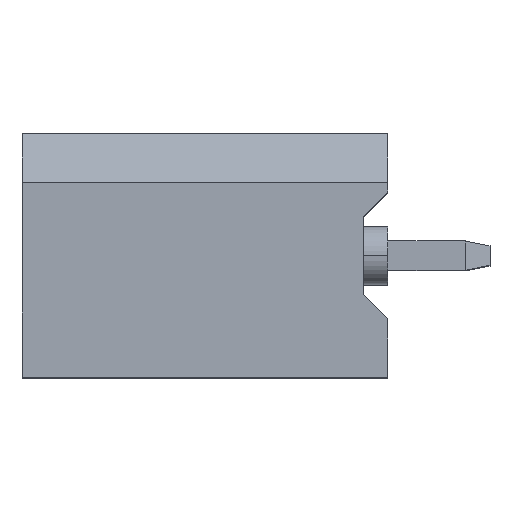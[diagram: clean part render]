
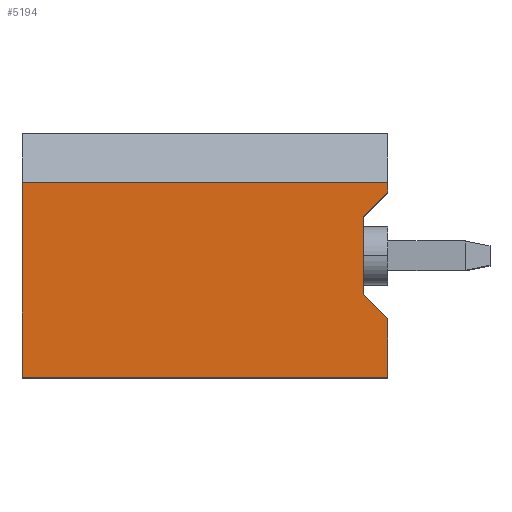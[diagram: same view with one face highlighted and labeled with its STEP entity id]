
A CAD part, top view. The second image highlights one B-rep face of the part: STEP entity #5194.
In plain terms, the highlighted planar face has unit normal (0, 0, 1).
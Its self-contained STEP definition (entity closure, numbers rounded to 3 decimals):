
#82 = VERTEX_POINT ( 'NONE', #4108 ) ;
#274 = CARTESIAN_POINT ( 'NONE',  ( -3.039, -13.222, 6.15 ) ) ;
#394 = DIRECTION ( 'NONE',  ( 0.707, 0.707, 0. ) ) ;
#581 = ORIENTED_EDGE ( 'NONE', *, *, #4171, .T. ) ;
#621 = VECTOR ( 'NONE', #7590, 1000. ) ;
#634 = EDGE_CURVE ( 'NONE', #6629, #7918, #8667, .T. ) ;
#742 = CARTESIAN_POINT ( 'NONE',  ( -3.039, -12.493, 6.15 ) ) ;
#950 = EDGE_CURVE ( 'NONE', #5083, #3919, #7710, .T. ) ;
#1084 = CARTESIAN_POINT ( 'NONE',  ( 3.961, -13.922, 6.15 ) ) ;
#1222 = CARTESIAN_POINT ( 'NONE',  ( 4.461, -15.735, 6.15 ) ) ;
#1374 = LINE ( 'NONE', #1222, #4455 ) ;
#1396 = VECTOR ( 'NONE', #394, 1000. ) ;
#1487 = CARTESIAN_POINT ( 'NONE',  ( 3.961, -17.222, 6.15 ) ) ;
#1609 = ORIENTED_EDGE ( 'NONE', *, *, #8973, .T. ) ;
#1859 = CARTESIAN_POINT ( 'NONE',  ( 3.961, -15.522, 6.15 ) ) ;
#1925 = CARTESIAN_POINT ( 'NONE',  ( -1.148, -17.222, 6.15 ) ) ;
#2056 = FACE_OUTER_BOUND ( 'NONE', #2491, .T. ) ;
#2075 = CARTESIAN_POINT ( 'NONE',  ( 4.461, -13.422, 6.15 ) ) ;
#2187 = ORIENTED_EDGE ( 'NONE', *, *, #9160, .T. ) ;
#2284 = EDGE_CURVE ( 'NONE', #6629, #6378, #1374, .T. ) ;
#2342 = AXIS2_PLACEMENT_3D ( 'NONE', #5131, #5051, #6696 ) ;
#2457 = CARTESIAN_POINT ( 'NONE',  ( 4.461, -16.022, 6.15 ) ) ;
#2491 = EDGE_LOOP ( 'NONE', ( #581, #2528, #9474, #2187, #6740, #1609, #6786, #4217 ) ) ;
#2528 = ORIENTED_EDGE ( 'NONE', *, *, #2284, .F. ) ;
#2831 = LINE ( 'NONE', #3464, #621 ) ;
#3457 = EDGE_CURVE ( 'NONE', #3919, #6112, #10060, .T. ) ;
#3464 = CARTESIAN_POINT ( 'NONE',  ( 4.461, -17.222, 6.15 ) ) ;
#3579 = LINE ( 'NONE', #3617, #1396 ) ;
#3617 = CARTESIAN_POINT ( 'NONE',  ( 3.961, -13.922, 6.15 ) ) ;
#3919 = VERTEX_POINT ( 'NONE', #1859 ) ;
#4096 = VECTOR ( 'NONE', #6862, 1000. ) ;
#4108 = CARTESIAN_POINT ( 'NONE',  ( 4.461, -17.222, 6.15 ) ) ;
#4171 = EDGE_CURVE ( 'NONE', #6112, #6378, #3579, .T. ) ;
#4217 = ORIENTED_EDGE ( 'NONE', *, *, #3457, .T. ) ;
#4291 = DIRECTION ( 'NONE',  ( -1., 0., 0. ) ) ;
#4455 = VECTOR ( 'NONE', #10257, 1000. ) ;
#4655 = VECTOR ( 'NONE', #8112, 1000. ) ;
#4915 = PLANE ( 'NONE',  #2342 ) ;
#5051 = DIRECTION ( 'NONE',  ( 0., 0., 1. ) ) ;
#5083 = VERTEX_POINT ( 'NONE', #7357 ) ;
#5131 = CARTESIAN_POINT ( 'NONE',  ( -3.039, -17.222, 6.15 ) ) ;
#5194 = ADVANCED_FACE ( 'NONE', ( #2056 ), #4915, .T. ) ;
#5505 = VERTEX_POINT ( 'NONE', #10412 ) ;
#5783 = EDGE_CURVE ( 'NONE', #82, #5505, #7811, .T. ) ;
#5815 = CARTESIAN_POINT ( 'NONE',  ( 4.461, -13.222, 6.15 ) ) ;
#5906 = VECTOR ( 'NONE', #8985, 1000. ) ;
#6112 = VERTEX_POINT ( 'NONE', #1084 ) ;
#6378 = VERTEX_POINT ( 'NONE', #2075 ) ;
#6629 = VERTEX_POINT ( 'NONE', #5815 ) ;
#6696 = DIRECTION ( 'NONE',  ( 1., 0., 0. ) ) ;
#6740 = ORIENTED_EDGE ( 'NONE', *, *, #5783, .F. ) ;
#6786 = ORIENTED_EDGE ( 'NONE', *, *, #950, .T. ) ;
#6862 = DIRECTION ( 'NONE',  ( -1., 0., 0. ) ) ;
#7348 = VECTOR ( 'NONE', #4291, 1000. ) ;
#7357 = CARTESIAN_POINT ( 'NONE',  ( 4.461, -16.022, 6.15 ) ) ;
#7590 = DIRECTION ( 'NONE',  ( 0., 1., 0. ) ) ;
#7710 = LINE ( 'NONE', #2457, #9538 ) ;
#7811 = LINE ( 'NONE', #1925, #4096 ) ;
#7918 = VERTEX_POINT ( 'NONE', #10282 ) ;
#8112 = DIRECTION ( 'NONE',  ( 0., 1., 0. ) ) ;
#8667 = LINE ( 'NONE', #274, #7348 ) ;
#8973 = EDGE_CURVE ( 'NONE', #82, #5083, #2831, .T. ) ;
#8985 = DIRECTION ( 'NONE',  ( 0., -1., 0. ) ) ;
#9026 = DIRECTION ( 'NONE',  ( -0.707, 0.707, 0. ) ) ;
#9160 = EDGE_CURVE ( 'NONE', #7918, #5505, #9763, .T. ) ;
#9474 = ORIENTED_EDGE ( 'NONE', *, *, #634, .T. ) ;
#9538 = VECTOR ( 'NONE', #9026, 1000. ) ;
#9763 = LINE ( 'NONE', #742, #5906 ) ;
#10060 = LINE ( 'NONE', #1487, #4655 ) ;
#10257 = DIRECTION ( 'NONE',  ( 0., -1., 0. ) ) ;
#10282 = CARTESIAN_POINT ( 'NONE',  ( -3.039, -13.222, 6.15 ) ) ;
#10412 = CARTESIAN_POINT ( 'NONE',  ( -3.039, -17.222, 6.15 ) ) ;
